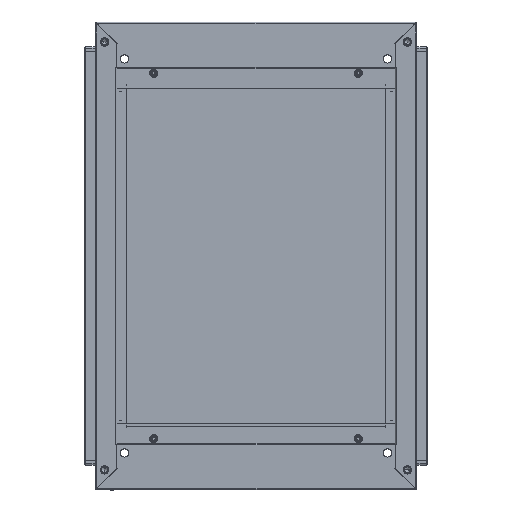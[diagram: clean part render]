
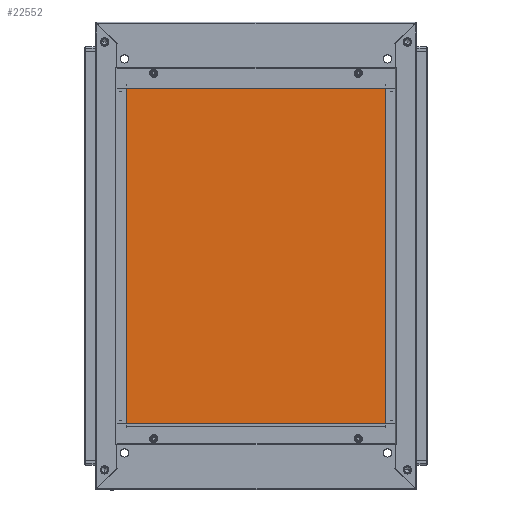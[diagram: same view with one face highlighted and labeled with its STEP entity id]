
A CAD part, top view. The second image highlights one B-rep face of the part: STEP entity #22552.
In plain terms, the highlighted planar face has unit normal (0, 0, 1).
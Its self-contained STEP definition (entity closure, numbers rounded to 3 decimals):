
#8478 = VERTEX_POINT ( 'NONE', #43407 ) ;
#8480 = VERTEX_POINT ( 'NONE', #43408 ) ;
#8484 = VERTEX_POINT ( 'NONE', #43411 ) ;
#8487 = VERTEX_POINT ( 'NONE', #43413 ) ;
#14935 = LINE ( 'NONE', #50823, #14939 ) ;
#14939 = VECTOR ( 'NONE', #50824, 1000. ) ;
#14986 = LINE ( 'NONE', #50875, #14987 ) ;
#14987 = VECTOR ( 'NONE', #50876, 1000. ) ;
#14991 = LINE ( 'NONE', #50882, #14992 ) ;
#14992 = VECTOR ( 'NONE', #50883, 1000. ) ;
#14994 = LINE ( 'NONE', #50877, #14996 ) ;
#14996 = VECTOR ( 'NONE', #50890, 1000. ) ;
#22137 = EDGE_LOOP ( 'NONE', ( #44926, #44918, #44914, #44910 ) ) ;
#22552 = ADVANCED_FACE ( 'NONE', ( #55385 ), #41321, .T. ) ;
#34320 = AXIS2_PLACEMENT_3D ( 'NONE', #41313, #41327, #41328 ) ;
#41313 = CARTESIAN_POINT ( 'NONE',  ( -300., -240., 0. ) ) ;
#41321 = PLANE ( 'NONE',  #34320 ) ;
#41327 = DIRECTION ( 'NONE',  ( 0., 0., 1. ) ) ;
#41328 = DIRECTION ( 'NONE',  ( 1., 0., 0. ) ) ;
#43407 = CARTESIAN_POINT ( 'NONE',  ( -300., 240., 0. ) ) ;
#43408 = CARTESIAN_POINT ( 'NONE',  ( -300., -240., 0. ) ) ;
#43411 = CARTESIAN_POINT ( 'NONE',  ( 300., 240., 0. ) ) ;
#43413 = CARTESIAN_POINT ( 'NONE',  ( 300., -240., 0. ) ) ;
#44910 = ORIENTED_EDGE ( 'NONE', *, *, #52064, .T. ) ;
#44914 = ORIENTED_EDGE ( 'NONE', *, *, #52067, .T. ) ;
#44918 = ORIENTED_EDGE ( 'NONE', *, *, #52070, .T. ) ;
#44926 = ORIENTED_EDGE ( 'NONE', *, *, #52040, .T. ) ;
#50823 = CARTESIAN_POINT ( 'NONE',  ( -300., 240., 0. ) ) ;
#50824 = DIRECTION ( 'NONE',  ( 0., -1., 0. ) ) ;
#50875 = CARTESIAN_POINT ( 'NONE',  ( -300., 240., 0. ) ) ;
#50876 = DIRECTION ( 'NONE',  ( -1., 0., 0. ) ) ;
#50877 = CARTESIAN_POINT ( 'NONE',  ( -300., -240., 0. ) ) ;
#50882 = CARTESIAN_POINT ( 'NONE',  ( 300., 240., 0. ) ) ;
#50883 = DIRECTION ( 'NONE',  ( 0., 1., 0. ) ) ;
#50890 = DIRECTION ( 'NONE',  ( 1., 0., 0. ) ) ;
#52040 = EDGE_CURVE ( 'NONE', #8478, #8480, #14935, .T. ) ;
#52064 = EDGE_CURVE ( 'NONE', #8484, #8478, #14986, .T. ) ;
#52067 = EDGE_CURVE ( 'NONE', #8487, #8484, #14991, .T. ) ;
#52070 = EDGE_CURVE ( 'NONE', #8480, #8487, #14994, .T. ) ;
#55385 = FACE_OUTER_BOUND ( 'NONE', #22137, .T. ) ;
